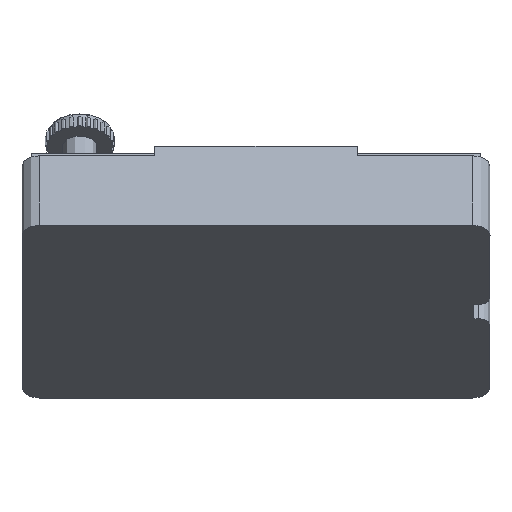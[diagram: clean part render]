
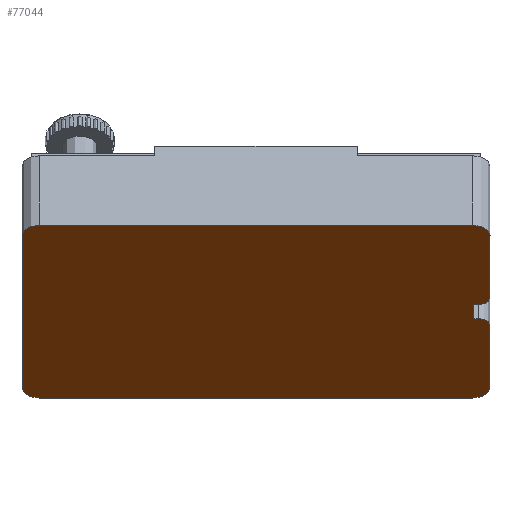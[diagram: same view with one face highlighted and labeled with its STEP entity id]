
A CAD part, left-side view. The second image highlights one B-rep face of the part: STEP entity #77044.
In plain terms, the highlighted planar face has unit normal (-0.599, 0, -0.801).
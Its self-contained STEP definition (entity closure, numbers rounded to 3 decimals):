
#8845=LINE('',#149247,#16021);
#8882=LINE('',#149350,#16058);
#8904=LINE('',#149403,#16080);
#8906=LINE('',#149407,#16082);
#8907=LINE('',#149411,#16083);
#8908=LINE('',#149414,#16084);
#8909=LINE('',#149418,#16085);
#8910=LINE('',#149421,#16086);
#16021=VECTOR('',#99400,2.);
#16058=VECTOR('',#99509,37.5);
#16080=VECTOR('',#99563,0.4);
#16082=VECTOR('',#99567,9.);
#16083=VECTOR('',#99570,37.5);
#16084=VECTOR('',#99573,22.);
#16085=VECTOR('',#99576,9.);
#16086=VECTOR('',#99579,0.4);
#21734=FACE_OUTER_BOUND('',#26139,.T.);
#26139=EDGE_LOOP('',(#65793,#65794,#65795,#65796,#65797,#65798,#65799,#65800,
#65801,#65802,#65803,#65804,#65805,#65806));
#28404=CIRCLE('',#82516,1.5);
#28407=CIRCLE('',#82532,1.);
#28408=CIRCLE('',#82535,1.5);
#28409=CIRCLE('',#82536,1.5);
#28410=CIRCLE('',#82537,1.5);
#28411=CIRCLE('',#82538,1.);
#35012=VERTEX_POINT('',#149244);
#35013=VERTEX_POINT('',#149246);
#35039=VERTEX_POINT('',#149337);
#35040=VERTEX_POINT('',#149339);
#35043=VERTEX_POINT('',#149348);
#35057=VERTEX_POINT('',#149397);
#35058=VERTEX_POINT('',#149399);
#35059=VERTEX_POINT('',#149406);
#35060=VERTEX_POINT('',#149408);
#35061=VERTEX_POINT('',#149410);
#35062=VERTEX_POINT('',#149412);
#35063=VERTEX_POINT('',#149415);
#35064=VERTEX_POINT('',#149417);
#35065=VERTEX_POINT('',#149419);
#45398=EDGE_CURVE('',#35013,#35012,#8845,.T.);
#45441=EDGE_CURVE('',#35040,#35039,#28404,.T.);
#45447=EDGE_CURVE('',#35039,#35043,#8882,.T.);
#45470=EDGE_CURVE('',#35057,#35058,#28407,.T.);
#45472=EDGE_CURVE('',#35012,#35058,#8904,.T.);
#45474=EDGE_CURVE('',#35057,#35059,#8906,.T.);
#45475=EDGE_CURVE('',#35059,#35060,#28408,.T.);
#45476=EDGE_CURVE('',#35060,#35061,#8907,.T.);
#45477=EDGE_CURVE('',#35061,#35062,#28409,.T.);
#45478=EDGE_CURVE('',#35062,#35040,#8908,.T.);
#45479=EDGE_CURVE('',#35043,#35063,#28410,.T.);
#45480=EDGE_CURVE('',#35063,#35064,#8909,.T.);
#45481=EDGE_CURVE('',#35065,#35064,#28411,.T.);
#45482=EDGE_CURVE('',#35065,#35013,#8910,.T.);
#65793=ORIENTED_EDGE('',*,*,#45470,.F.);
#65794=ORIENTED_EDGE('',*,*,#45474,.T.);
#65795=ORIENTED_EDGE('',*,*,#45475,.T.);
#65796=ORIENTED_EDGE('',*,*,#45476,.T.);
#65797=ORIENTED_EDGE('',*,*,#45477,.T.);
#65798=ORIENTED_EDGE('',*,*,#45478,.T.);
#65799=ORIENTED_EDGE('',*,*,#45441,.T.);
#65800=ORIENTED_EDGE('',*,*,#45447,.T.);
#65801=ORIENTED_EDGE('',*,*,#45479,.T.);
#65802=ORIENTED_EDGE('',*,*,#45480,.T.);
#65803=ORIENTED_EDGE('',*,*,#45481,.F.);
#65804=ORIENTED_EDGE('',*,*,#45482,.T.);
#65805=ORIENTED_EDGE('',*,*,#45398,.T.);
#65806=ORIENTED_EDGE('',*,*,#45472,.T.);
#70565=PLANE('',#82534);
#77044=ADVANCED_FACE('',(#21734),#70565,.F.);
#82516=AXIS2_PLACEMENT_3D('',#149340,#99500,#99501);
#82532=AXIS2_PLACEMENT_3D('',#149400,#99558,#99559);
#82534=AXIS2_PLACEMENT_3D('',#149405,#99565,#99566);
#82535=AXIS2_PLACEMENT_3D('',#149409,#99568,#99569);
#82536=AXIS2_PLACEMENT_3D('',#149413,#99571,#99572);
#82537=AXIS2_PLACEMENT_3D('',#149416,#99574,#99575);
#82538=AXIS2_PLACEMENT_3D('',#149420,#99577,#99578);
#99400=DIRECTION('',(-0.801,0.,0.599));
#99500=DIRECTION('center_axis',(-0.599,0.,
-0.801));
#99501=DIRECTION('ref_axis',(-0.801,0.,0.599));
#99509=DIRECTION('',(0.,-1.,0.));
#99558=DIRECTION('center_axis',(0.599,0.,
0.801));
#99559=DIRECTION('ref_axis',(0.566,-0.707,-0.423));
#99563=DIRECTION('',(0.,-1.,0.));
#99565=DIRECTION('center_axis',(0.599,0.,
0.801));
#99566=DIRECTION('ref_axis',(0.801,0.,-0.599));
#99567=DIRECTION('',(-0.801,0.,0.599));
#99568=DIRECTION('center_axis',(-0.599,0.,
-0.801));
#99569=DIRECTION('ref_axis',(0.801,0.,-0.599));
#99570=DIRECTION('',(0.,1.,0.));
#99571=DIRECTION('center_axis',(-0.599,0.,
-0.801));
#99572=DIRECTION('ref_axis',(0.,-1.,0.));
#99573=DIRECTION('',(0.801,0.,-0.599));
#99574=DIRECTION('center_axis',(-0.599,0.,
-0.801));
#99575=DIRECTION('ref_axis',(0.,1.,0.));
#99576=DIRECTION('',(-0.801,0.,0.599));
#99577=DIRECTION('center_axis',(0.599,0.,
0.801));
#99578=DIRECTION('ref_axis',(-0.566,-0.707,0.423));
#99579=DIRECTION('',(0.,1.,0.));
#149244=CARTESIAN_POINT('',(-35.581,-29.063,-2.488));
#149246=CARTESIAN_POINT('',(-33.978,-29.063,-3.685));
#149247=CARTESIAN_POINT('',(-34.379,-29.063,-3.386));
#149337=CARTESIAN_POINT('',(-24.766,8.537,-10.568));
#149339=CARTESIAN_POINT('',(-25.967,10.037,-9.67));
#149340=CARTESIAN_POINT('Origin',(-25.967,8.537,-9.67));
#149348=CARTESIAN_POINT('',(-24.766,-28.963,-10.568));
#149350=CARTESIAN_POINT('',(-24.766,8.537,-10.568));
#149397=CARTESIAN_POINT('',(-36.382,-30.463,-1.889));
#149399=CARTESIAN_POINT('',(-35.581,-29.463,-2.488));
#149400=CARTESIAN_POINT('Origin',(-36.382,-29.463,-1.889));
#149403=CARTESIAN_POINT('',(-35.581,-19.638,-2.488));
#149405=CARTESIAN_POINT('Origin',(-34.779,-10.213,-3.086));
#149406=CARTESIAN_POINT('',(-43.592,-30.463,3.497));
#149407=CARTESIAN_POINT('',(-25.967,-30.463,-9.67));
#149408=CARTESIAN_POINT('',(-44.793,-28.963,4.395));
#149409=CARTESIAN_POINT('Origin',(-43.592,-28.963,3.497));
#149410=CARTESIAN_POINT('',(-44.793,8.537,4.395));
#149411=CARTESIAN_POINT('',(-44.793,-28.963,4.395));
#149412=CARTESIAN_POINT('',(-43.592,10.037,3.497));
#149413=CARTESIAN_POINT('Origin',(-43.592,8.537,3.497));
#149414=CARTESIAN_POINT('',(-43.592,10.037,3.497));
#149415=CARTESIAN_POINT('',(-25.967,-30.463,-9.67));
#149416=CARTESIAN_POINT('Origin',(-25.967,-28.963,-9.67));
#149417=CARTESIAN_POINT('',(-33.177,-30.463,-4.284));
#149418=CARTESIAN_POINT('',(-25.967,-30.463,-9.67));
#149419=CARTESIAN_POINT('',(-33.978,-29.463,-3.685));
#149420=CARTESIAN_POINT('Origin',(-33.177,-29.463,-4.284));
#149421=CARTESIAN_POINT('',(-33.978,-20.338,-3.685));
